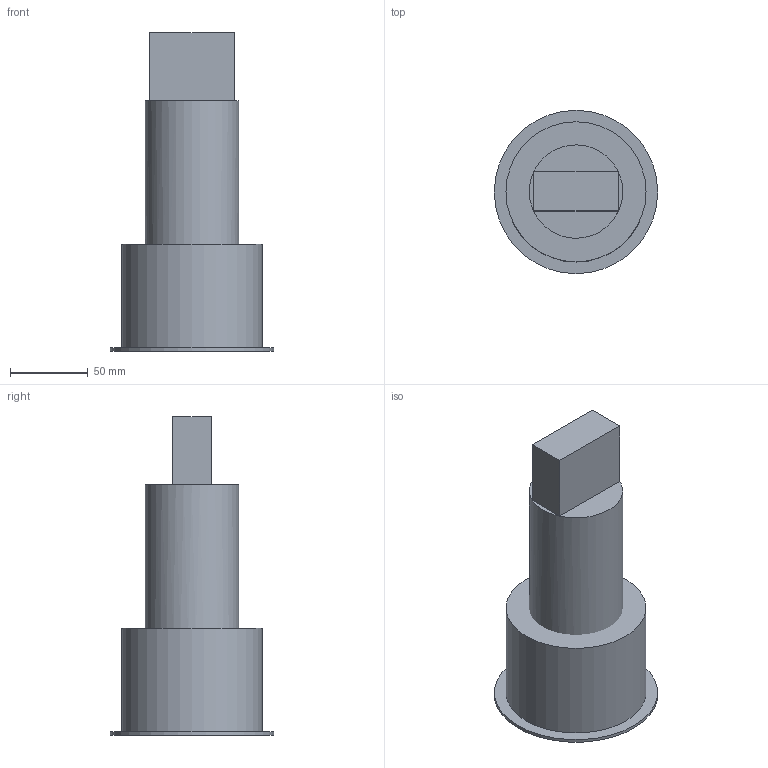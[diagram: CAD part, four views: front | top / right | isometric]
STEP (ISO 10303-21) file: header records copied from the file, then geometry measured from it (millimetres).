
FILE_DESCRIPTION(/* description */ (''),/* implementation_level */ '2;1');
FILE_NAME(/* name */ 'Lamp_Architectural_Ceiling_Rec_Trim_Hoy_BM82_3D_STP.stp',/* time_stamp */ '2023-05-29T15:12:33-04:00',/* author */ (''),/* organization */ (''),/* preprocessor_version */ 'ST-DEVELOPER v18.102',/* originating_system */ 'SIEMENS PLM Software NX 2027',/* authorisation */ '');
FILE_SCHEMA (('AUTOMOTIVE_DESIGN { 1 0 10303 214 3 1 1 1 }'));
Length unit declared in the file: millimetre
Products named in the file (1): Hoy spot recessed w trim_objects
Bounding box: 104.9 x 104.9 x 204.3 mm (x, y, z)
Volume: 530704.2 mm3; surface area: 109140.6 mm2
Topology: 3 solids, 3 shells, 34 faces, 76 edges, 50 vertices
Faces by surface type: plane 26, cylinder 6, cone 2
Full cylindrical faces by diameter (mm): 60 x1, 63 x1, 84.5 x1, 86 x1, 90 x1, 104.9 x1
Entity records: 950 total; most frequent: CARTESIAN_POINT 166, DIRECTION 154, ORIENTED_EDGE 132, EDGE_CURVE 66, AXIS2_PLACEMENT_3D 54, EDGE_LOOP 48, VERTEX_POINT 48, LINE 46
